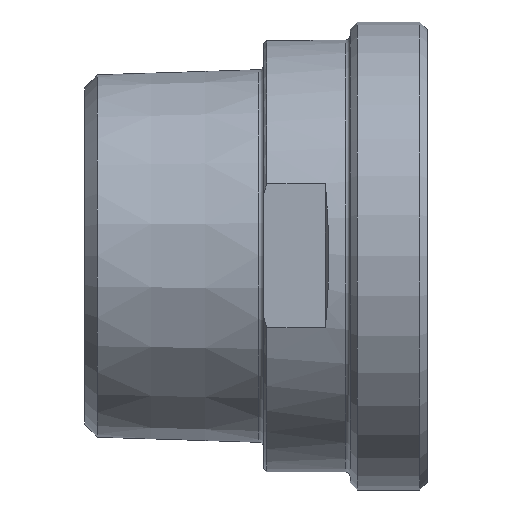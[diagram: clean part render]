
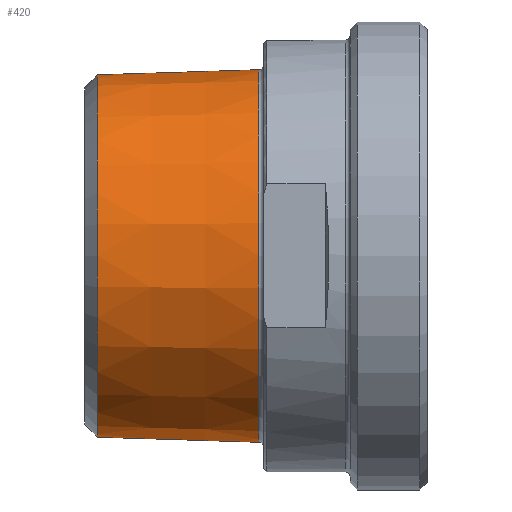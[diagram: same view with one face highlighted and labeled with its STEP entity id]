
A CAD part, top view. The second image highlights one B-rep face of the part: STEP entity #420.
In plain terms, the highlighted conical face has half-angle 1.8 degrees and reference radius 29.756 mm.
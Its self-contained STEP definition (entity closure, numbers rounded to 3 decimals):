
#26=CONICAL_SURFACE('',#486,29.756,0.031);
#52=CIRCLE('',#483,30.187);
#54=CIRCLE('',#485,30.187);
#55=CIRCLE('',#487,29.363);
#56=CIRCLE('',#488,29.363);
#87=FACE_OUTER_BOUND('',#115,.T.);
#115=EDGE_LOOP('',(#333,#334,#335,#336,#337,#338));
#142=LINE('',#747,#162);
#162=VECTOR('',#597,29.756);
#197=VERTEX_POINT('',#740);
#198=VERTEX_POINT('',#741);
#199=VERTEX_POINT('',#746);
#200=VERTEX_POINT('',#748);
#247=EDGE_CURVE('',#197,#198,#52,.T.);
#249=EDGE_CURVE('',#198,#197,#54,.T.);
#250=EDGE_CURVE('',#197,#199,#142,.T.);
#251=EDGE_CURVE('',#200,#199,#55,.T.);
#252=EDGE_CURVE('',#199,#200,#56,.T.);
#333=ORIENTED_EDGE('',*,*,#247,.F.);
#334=ORIENTED_EDGE('',*,*,#250,.T.);
#335=ORIENTED_EDGE('',*,*,#251,.F.);
#336=ORIENTED_EDGE('',*,*,#252,.F.);
#337=ORIENTED_EDGE('',*,*,#250,.F.);
#338=ORIENTED_EDGE('',*,*,#249,.F.);
#420=ADVANCED_FACE('',(#87),#26,.T.);
#483=AXIS2_PLACEMENT_3D('',#742,#589,#590);
#485=AXIS2_PLACEMENT_3D('',#744,#593,#594);
#486=AXIS2_PLACEMENT_3D('',#745,#595,#596);
#487=AXIS2_PLACEMENT_3D('',#749,#598,#599);
#488=AXIS2_PLACEMENT_3D('',#750,#600,#601);
#589=DIRECTION('center_axis',(1.,0.,0.));
#590=DIRECTION('ref_axis',(0.,-1.,0.));
#593=DIRECTION('center_axis',(1.,0.,0.));
#594=DIRECTION('ref_axis',(0.,-1.,0.));
#595=DIRECTION('center_axis',(1.,0.,0.));
#596=DIRECTION('ref_axis',(0.,1.,0.));
#597=DIRECTION('',(-1.,0.031,0.));
#598=DIRECTION('center_axis',(-1.,0.,0.));
#599=DIRECTION('ref_axis',(0.,-1.,0.));
#600=DIRECTION('center_axis',(-1.,0.,0.));
#601=DIRECTION('ref_axis',(0.,-1.,0.));
#740=CARTESIAN_POINT('',(-27.275,-30.187,0.));
#741=CARTESIAN_POINT('',(-27.275,0.,30.187));
#742=CARTESIAN_POINT('Origin',(-27.275,0.,0.));
#744=CARTESIAN_POINT('Origin',(-27.275,0.,0.));
#745=CARTESIAN_POINT('Origin',(-41.,0.,0.));
#746=CARTESIAN_POINT('',(-53.501,-29.363,0.));
#747=CARTESIAN_POINT('',(-41.,-29.756,0.));
#748=CARTESIAN_POINT('',(-53.501,29.363,0.));
#749=CARTESIAN_POINT('Origin',(-53.501,0.,0.));
#750=CARTESIAN_POINT('Origin',(-53.501,0.,0.));
